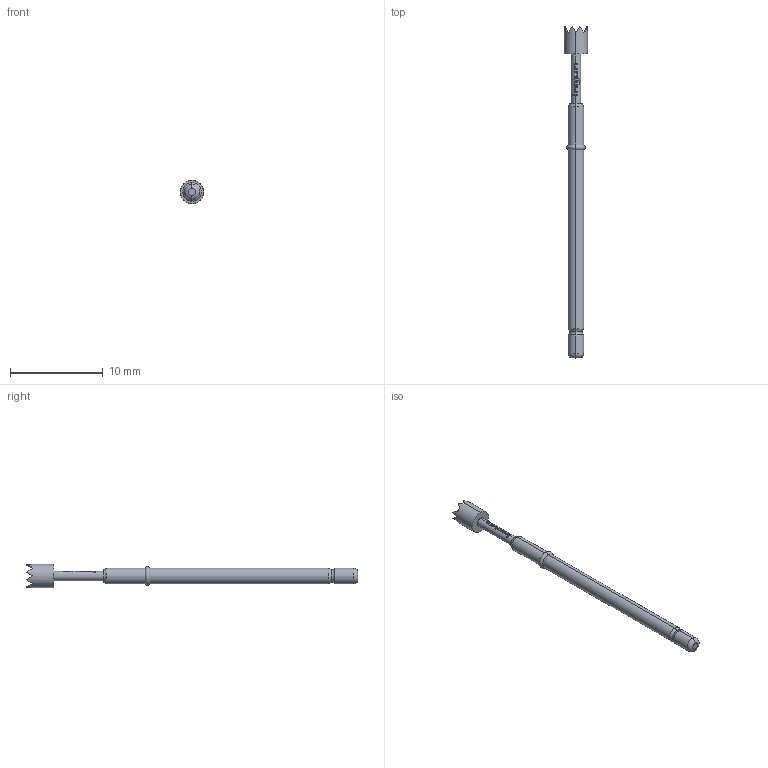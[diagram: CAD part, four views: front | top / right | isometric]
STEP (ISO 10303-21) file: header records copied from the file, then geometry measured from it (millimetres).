
FILE_DESCRIPTION (( 'STEP AP203' ), '1' );
FILE_NAME ('INGUN_GKS-112_306_250_R_xx05.STEP', '2020-08-21T09:20:26', ( '' ), ( '' ), 'SwSTEP 2.0', 'SolidWorks 2018', '' );
FILE_SCHEMA (( 'CONFIG_CONTROL_DESIGN' ));
Length unit declared in the file: millimetre
Products named in the file (1): INGUN_GKS-112_306_250_R_xx05
Bounding box: 2.5 x 35.7 x 2.5 mm (x, y, z)
Volume: 74.8 mm3; surface area: 197.9 mm2
Topology: 1 solids, 1 shells, 147 faces, 357 edges, 215 vertices
Faces by surface type: plane 57, bspline 56, cylinder 20, torus 14
Entity records: 5318 total; most frequent: CARTESIAN_POINT 2472, ORIENTED_EDGE 714, EDGE_CURVE 357, DIRECTION 347, VERTEX_POINT 215, B_SPLINE_CURVE_WITH_KNOTS 204, EDGE_LOOP 150, ADVANCED_FACE 147
